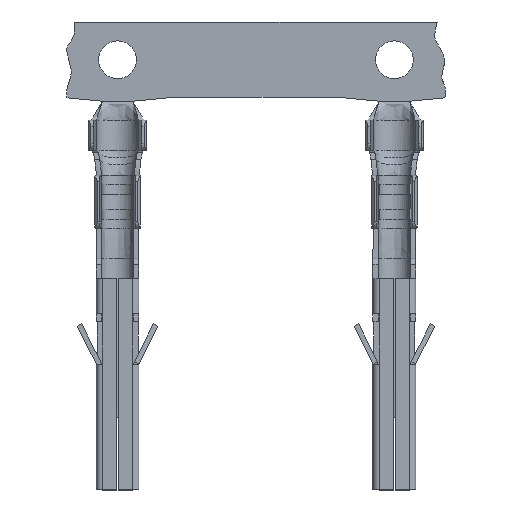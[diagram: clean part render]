
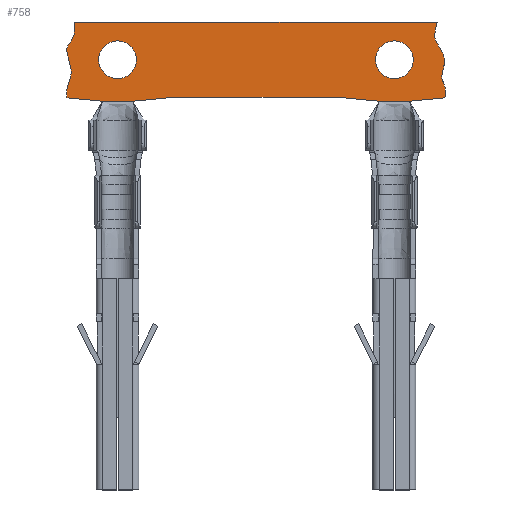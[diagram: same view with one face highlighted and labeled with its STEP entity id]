
A CAD part, top view. The second image highlights one B-rep face of the part: STEP entity #758.
In plain terms, the highlighted planar face has unit normal (0, 0, 1).
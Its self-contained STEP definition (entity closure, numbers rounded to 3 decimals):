
#758 = ADVANCED_FACE( '', ( #1699, #1700, #1701 ), #1702, .T. );
#1699 = FACE_OUTER_BOUND( '', #3156, .T. );
#1700 = FACE_BOUND( '', #3157, .T. );
#1701 = FACE_BOUND( '', #3158, .T. );
#1702 = PLANE( '', #3159 );
#3156 = EDGE_LOOP( '', ( #5733, #5734, #5735, #5736, #5737, #5738, #5739, #5740, #5741, #5742 ) );
#3157 = EDGE_LOOP( '', ( #5743 ) );
#3158 = EDGE_LOOP( '', ( #5744 ) );
#3159 = AXIS2_PLACEMENT_3D( '', #5745, #5746, #5747 );
#5733 = ORIENTED_EDGE( '', *, *, #8246, .F. );
#5734 = ORIENTED_EDGE( '', *, *, #8354, .T. );
#5735 = ORIENTED_EDGE( '', *, *, #8355, .T. );
#5736 = ORIENTED_EDGE( '', *, *, #8356, .T. );
#5737 = ORIENTED_EDGE( '', *, *, #8357, .T. );
#5738 = ORIENTED_EDGE( '', *, *, #8358, .T. );
#5739 = ORIENTED_EDGE( '', *, *, #8359, .T. );
#5740 = ORIENTED_EDGE( '', *, *, #8315, .T. );
#5741 = ORIENTED_EDGE( '', *, *, #8360, .T. );
#5742 = ORIENTED_EDGE( '', *, *, #8107, .T. );
#5743 = ORIENTED_EDGE( '', *, *, #7730, .T. );
#5744 = ORIENTED_EDGE( '', *, *, #7581, .T. );
#5745 = CARTESIAN_POINT( '', ( -3., 0.9, 0. ) );
#5746 = DIRECTION( '', ( 0., 0., 1. ) );
#5747 = DIRECTION( '', ( 1., 0., 0. ) );
#7581 = EDGE_CURVE( '', #9016, #9016, #9017, .T. );
#7730 = EDGE_CURVE( '', #9277, #9277, #9278, .T. );
#8107 = EDGE_CURVE( '', #9869, #9867, #9870, .T. );
#8246 = EDGE_CURVE( '', #10071, #9867, #10073, .T. );
#8315 = EDGE_CURVE( '', #9659, #10165, #10167, .T. );
#8354 = EDGE_CURVE( '', #10071, #10220, #10221, .T. );
#8355 = EDGE_CURVE( '', #10220, #10222, #10223, .T. );
#8356 = EDGE_CURVE( '', #10222, #10224, #10225, .T. );
#8357 = EDGE_CURVE( '', #10224, #10226, #10227, .T. );
#8358 = EDGE_CURVE( '', #10226, #10187, #10228, .T. );
#8359 = EDGE_CURVE( '', #10187, #9659, #10229, .T. );
#8360 = EDGE_CURVE( '', #10165, #9869, #10230, .T. );
#9016 = VERTEX_POINT( '', #11043 );
#9017 = CIRCLE( '', #11044, 0.75 );
#9277 = VERTEX_POINT( '', #11418 );
#9278 = CIRCLE( '', #11419, 0.75 );
#9659 = VERTEX_POINT( '', #12025 );
#9867 = VERTEX_POINT( '', #12338 );
#9869 = VERTEX_POINT( '', #12341 );
#9870 = LINE( '', #12342, #12343 );
#10071 = VERTEX_POINT( '', #12634 );
#10073 = B_SPLINE_CURVE_WITH_KNOTS( '', 3, ( #12637, #12638, #12639, #12640, #12641, #12642 ), .UNSPECIFIED., .F., .F., ( 4, 1, 1, 4 ), ( 0., 0.313, 0.669, 1. ), .UNSPECIFIED. );
#10165 = VERTEX_POINT( '', #12795 );
#10167 = LINE( '', #12798, #12799 );
#10187 = VERTEX_POINT( '', #12829 );
#10220 = VERTEX_POINT( '', #12892 );
#10221 = LINE( '', #12893, #12894 );
#10222 = VERTEX_POINT( '', #12895 );
#10223 = LINE( '', #12896, #12897 );
#10224 = VERTEX_POINT( '', #12898 );
#10225 = LINE( '', #12899, #12900 );
#10226 = VERTEX_POINT( '', #12901 );
#10227 = LINE( '', #12902, #12903 );
#10228 = LINE( '', #12904, #12905 );
#10229 = LINE( '', #12906, #12907 );
#10230 = B_SPLINE_CURVE_WITH_KNOTS( '', 3, ( #12908, #12909, #12910, #12911, #12912, #12913, #12914 ), .UNSPECIFIED., .F., .F., ( 4, 1, 1, 1, 4 ), ( 0., 0.182, 0.344, 0.743, 1. ), .UNSPECIFIED. );
#11043 = CARTESIAN_POINT( '', ( 0.75, 2.4, 0. ) );
#11044 = AXIS2_PLACEMENT_3D( '', #13888, #13889, #13890 );
#11418 = CARTESIAN_POINT( '', ( -11.75, 2.4, 0. ) );
#11419 = AXIS2_PLACEMENT_3D( '', #14055, #14056, #14057 );
#12025 = CARTESIAN_POINT( '', ( 0.6, 0.75, 0. ) );
#12338 = CARTESIAN_POINT( '', ( -12.7, 3.9, 0. ) );
#12341 = CARTESIAN_POINT( '', ( 1.7, 3.9, 0. ) );
#12342 = CARTESIAN_POINT( '', ( 3., 3.9, 0. ) );
#12343 = VECTOR( '', #14450, 1000. );
#12634 = CARTESIAN_POINT( '', ( -13.011, 0.887, 0. ) );
#12637 = CARTESIAN_POINT( '', ( -13.011, 0.887, 0. ) );
#12638 = CARTESIAN_POINT( '', ( -13.109, 1.265, 0. ) );
#12639 = CARTESIAN_POINT( '', ( -12.599, 1.842, 0. ) );
#12640 = CARTESIAN_POINT( '', ( -13.302, 2.992, 0. ) );
#12641 = CARTESIAN_POINT( '', ( -12.648, 3.161, 0. ) );
#12642 = CARTESIAN_POINT( '', ( -12.7, 3.9, 0. ) );
#12795 = CARTESIAN_POINT( '', ( 2.011, 0.887, 0. ) );
#12798 = CARTESIAN_POINT( '', ( 0.6, 0.75, 0. ) );
#12799 = VECTOR( '', #14663, 1000. );
#12829 = CARTESIAN_POINT( '', ( -0.6, 0.75, 0. ) );
#12892 = CARTESIAN_POINT( '', ( -11.6, 0.75, 0. ) );
#12893 = CARTESIAN_POINT( '', ( -13.15, 0.9, 0. ) );
#12894 = VECTOR( '', #14699, 1000. );
#12895 = CARTESIAN_POINT( '', ( -10.4, 0.75, 0. ) );
#12896 = CARTESIAN_POINT( '', ( -11.6, 0.75, 0. ) );
#12897 = VECTOR( '', #14700, 1000. );
#12898 = CARTESIAN_POINT( '', ( -8.85, 0.9, 0. ) );
#12899 = CARTESIAN_POINT( '', ( -10.4, 0.75, 0. ) );
#12900 = VECTOR( '', #14701, 1000. );
#12901 = CARTESIAN_POINT( '', ( -2.15, 0.9, 0. ) );
#12902 = CARTESIAN_POINT( '', ( -3., 0.9, 0. ) );
#12903 = VECTOR( '', #14702, 1000. );
#12904 = CARTESIAN_POINT( '', ( -2.15, 0.9, 0. ) );
#12905 = VECTOR( '', #14703, 1000. );
#12906 = CARTESIAN_POINT( '', ( -0.6, 0.75, 0. ) );
#12907 = VECTOR( '', #14704, 1000. );
#12908 = CARTESIAN_POINT( '', ( 2.011, 0.887, 0. ) );
#12909 = CARTESIAN_POINT( '', ( 2.104, 1.331, 0. ) );
#12910 = CARTESIAN_POINT( '', ( 1.753, 1.566, 0. ) );
#12911 = CARTESIAN_POINT( '', ( 2.202, 2.588, 0. ) );
#12912 = CARTESIAN_POINT( '', ( 1.444, 3.109, 0. ) );
#12913 = CARTESIAN_POINT( '', ( 1.654, 3.629, 0. ) );
#12914 = CARTESIAN_POINT( '', ( 1.7, 3.9, 0. ) );
#13888 = CARTESIAN_POINT( '', ( 0., 2.4, 0. ) );
#13889 = DIRECTION( '', ( 0., 0., -1. ) );
#13890 = DIRECTION( '', ( 1., 0., 0. ) );
#14055 = CARTESIAN_POINT( '', ( -11., 2.4, 0. ) );
#14056 = DIRECTION( '', ( 0., 0., -1. ) );
#14057 = DIRECTION( '', ( -1., 0., 0. ) );
#14450 = DIRECTION( '', ( -1., 0., 0. ) );
#14663 = DIRECTION( '', ( 0.995, 0.096, 0. ) );
#14699 = DIRECTION( '', ( 0.995, -0.096, 0. ) );
#14700 = DIRECTION( '', ( 1., 0., 0. ) );
#14701 = DIRECTION( '', ( 0.995, 0.096, 0. ) );
#14702 = DIRECTION( '', ( 1., 0., 0. ) );
#14703 = DIRECTION( '', ( 0.995, -0.096, 0. ) );
#14704 = DIRECTION( '', ( 1., 0., 0. ) );
